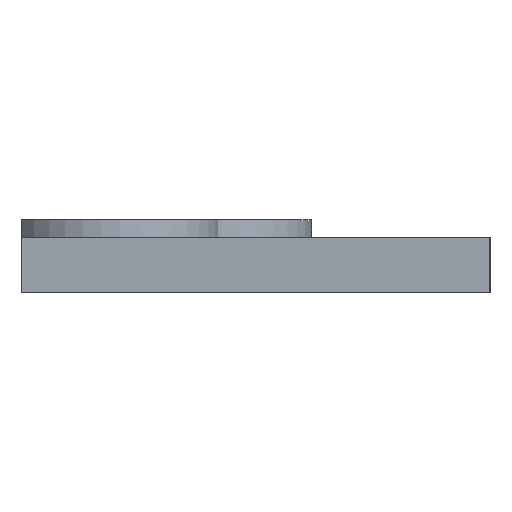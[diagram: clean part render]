
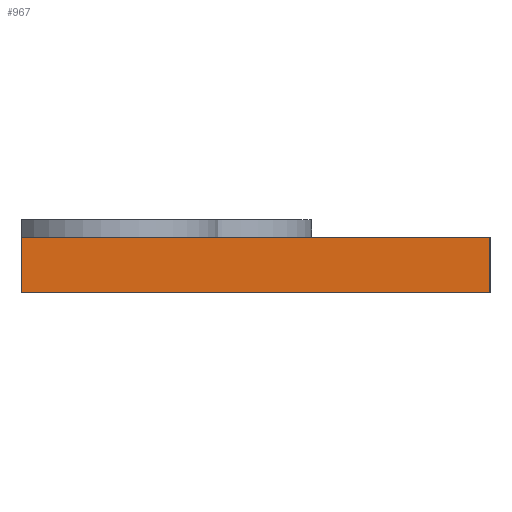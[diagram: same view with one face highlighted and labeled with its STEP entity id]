
A CAD part, left-side view. The second image highlights one B-rep face of the part: STEP entity #967.
In plain terms, the highlighted planar face has unit normal (-1, 0, 0).
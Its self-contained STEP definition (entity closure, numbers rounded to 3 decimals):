
#86=PLANE($,#1078);
#131=FACE_OUTER_BOUND($,#210,.T.);
#210=EDGE_LOOP($,(#853,#854,#855,#856));
#246=LINE($,#1467,#314);
#260=LINE($,#1513,#328);
#294=LINE($,#1631,#362);
#295=LINE($,#1633,#363);
#314=VECTOR($,#1182,54.);
#328=VECTOR($,#1222,6.35);
#362=VECTOR($,#1360,6.35);
#363=VECTOR($,#1363,54.);
#461=VERTEX_POINT($,#1464);
#462=VERTEX_POINT($,#1466);
#481=VERTEX_POINT($,#1511);
#513=VERTEX_POINT($,#1629);
#561=EDGE_CURVE($,#461,#462,#246,.T.);
#584=EDGE_CURVE($,#481,#461,#260,.T.);
#638=EDGE_CURVE($,#513,#462,#294,.T.);
#639=EDGE_CURVE($,#481,#513,#295,.T.);
#853=ORIENTED_EDGE($,*,*,#639,.T.);
#854=ORIENTED_EDGE($,*,*,#638,.T.);
#855=ORIENTED_EDGE($,*,*,#561,.F.);
#856=ORIENTED_EDGE($,*,*,#584,.F.);
#967=ADVANCED_FACE($,(#131),#86,.T.);
#1078=AXIS2_PLACEMENT_3D($,#1632,#1361,#1362);
#1182=DIRECTION($,(0.,-1.,0.));
#1222=DIRECTION($,(0.,0.,1.));
#1360=DIRECTION($,(0.,0.,1.));
#1361=DIRECTION('center_axis',(-1.,0.,0.));
#1362=DIRECTION('ref_axis',(0.,-1.,0.));
#1363=DIRECTION($,(0.,-1.,0.));
#1464=CARTESIAN_POINT('',(35.973,63.5,6.35));
#1466=CARTESIAN_POINT('',(35.973,9.5,6.35));
#1467=CARTESIAN_POINT($,(35.973,63.5,6.35));
#1511=CARTESIAN_POINT('',(35.973,63.5,0.));
#1513=CARTESIAN_POINT($,(35.973,63.5,0.));
#1629=CARTESIAN_POINT('',(35.973,9.5,0.));
#1631=CARTESIAN_POINT($,(35.973,9.5,0.));
#1632=CARTESIAN_POINT('Origin',(35.973,63.5,0.));
#1633=CARTESIAN_POINT($,(35.973,63.5,0.));
